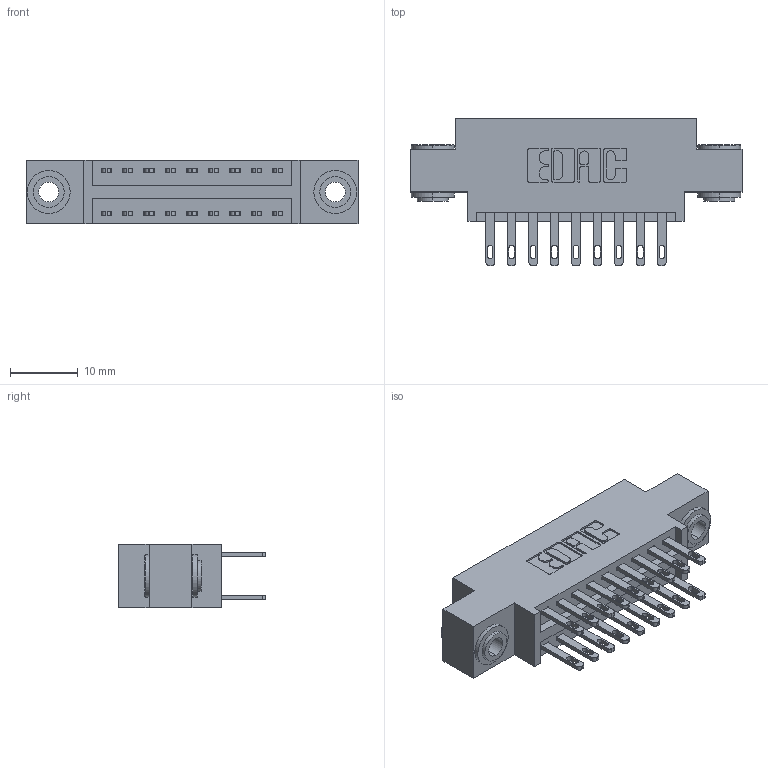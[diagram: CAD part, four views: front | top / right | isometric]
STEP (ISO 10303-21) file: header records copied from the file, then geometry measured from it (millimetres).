
FILE_DESCRIPTION (( 'STEP AP203' ), '1' );
FILE_NAME ('896-018-500-803.STEP', '2021-07-27T16:13:01', ( '' ), ( '' ), 'SwSTEP 2.0', 'SolidWorks 2020', '' );
FILE_SCHEMA (( 'CONFIG_CONTROL_DESIGN' ));
Length unit declared in the file: inch
Products named in the file (4): 345-292-001_345-293-100; 345-250-002_345-250-002-102; 896-018-500-803; 846 Part_0.170 Offset - 0.156 Dia-TH
Assembly tree (21 placements, depth 2):
  896-018-500-803
    846 Part_0.170 Offset - 0.156 Dia-TH
    345-292-001_345-293-100  x18
    345-250-002_345-250-002-102  x2
Bounding box: 49.15 x 21.84 x 9.4 mm (x, y, z)
Volume: 4456.1 mm3; surface area: 6188.8 mm2
Topology: 21 solids, 21 shells, 1028 faces, 3063 edges, 2038 vertices
Faces by surface type: plane 612, cylinder 408, cone 8
Entity records: 11028 total; most frequent: CARTESIAN_POINT 1839, ORIENTED_EDGE 1766, DIRECTION 1705, EDGE_CURVE 883, LINE 687, VECTOR 687, VERTEX_POINT 586, AXIS2_PLACEMENT_3D 509
